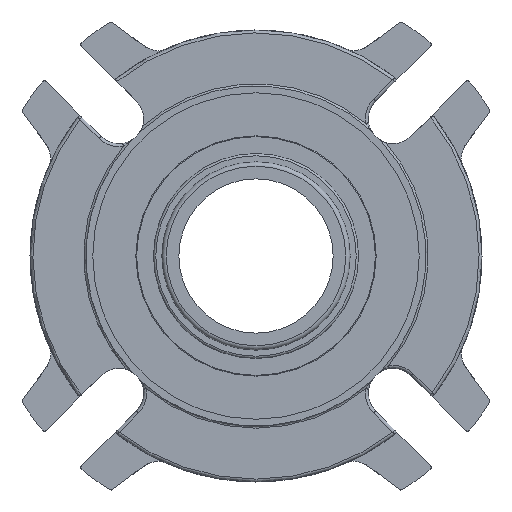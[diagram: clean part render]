
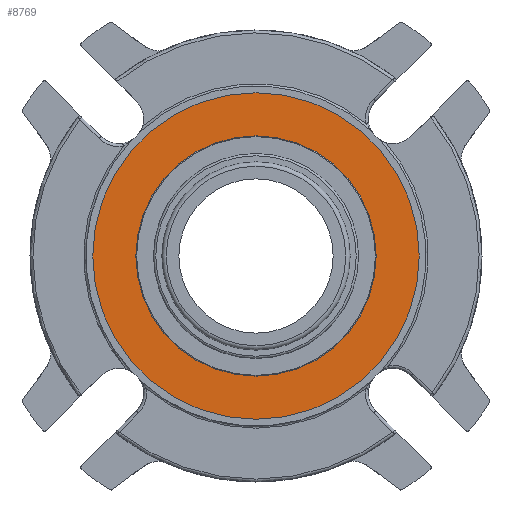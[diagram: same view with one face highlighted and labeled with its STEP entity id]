
A CAD part, front view. The second image highlights one B-rep face of the part: STEP entity #8769.
In plain terms, the highlighted planar face has unit normal (0, -1, 0).
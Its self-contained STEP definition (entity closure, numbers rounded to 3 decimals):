
#1533=PLANE('',#9823);
#4132=ORIENTED_EDGE('',*,*,#5452,.T.);
#4133=ORIENTED_EDGE('',*,*,#5453,.T.);
#5452=EDGE_CURVE('',#6255,#6255,#6812,.F.);
#5453=EDGE_CURVE('',#6256,#6256,#6813,.T.);
#6255=VERTEX_POINT('',#17408);
#6256=VERTEX_POINT('',#17410);
#6812=CIRCLE('',#9824,42.062);
#6813=CIRCLE('',#9825,57.15);
#7397=EDGE_LOOP('',(#4132));
#7398=EDGE_LOOP('',(#4133));
#8005=FACE_BOUND('',#7397,.T.);
#8006=FACE_BOUND('',#7398,.T.);
#8769=ADVANCED_FACE('',(#8005,#8006),#1533,.T.);
#9823=AXIS2_PLACEMENT_3D('',#17406,#12371,#12372);
#9824=AXIS2_PLACEMENT_3D('',#17407,#12373,#12374);
#9825=AXIS2_PLACEMENT_3D('',#17409,#12375,#12376);
#12371=DIRECTION('',(0.,-1.,0.));
#12372=DIRECTION('',(0.,0.,1.));
#12373=DIRECTION('',(0.,-1.,0.));
#12374=DIRECTION('',(0.,0.,-1.));
#12375=DIRECTION('',(0.,-1.,0.));
#12376=DIRECTION('',(0.,0.,1.));
#17406=CARTESIAN_POINT('',(0.,3.886,46.038));
#17407=CARTESIAN_POINT('',(0.,3.886,0.));
#17408=CARTESIAN_POINT('',(0.,3.886,-42.062));
#17409=CARTESIAN_POINT('',(0.,3.886,0.));
#17410=CARTESIAN_POINT('',(0.,3.886,57.15));
